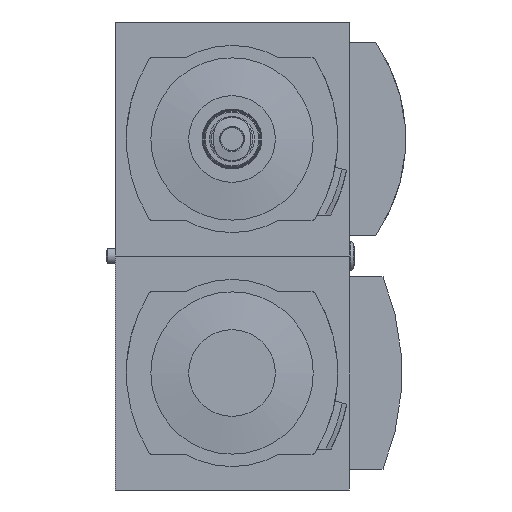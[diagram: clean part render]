
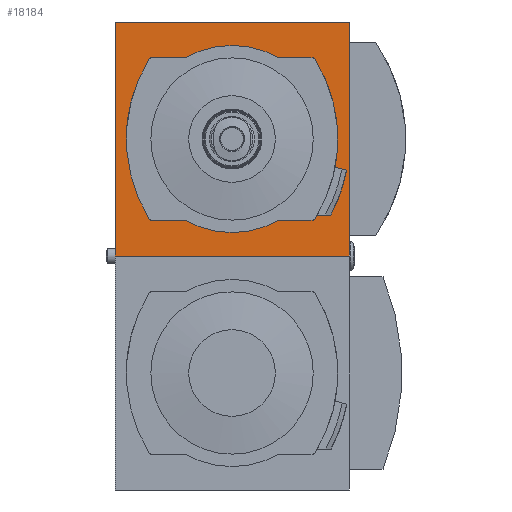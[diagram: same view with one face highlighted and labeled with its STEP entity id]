
A CAD part, front view. The second image highlights one B-rep face of the part: STEP entity #18184.
In plain terms, the highlighted planar face has unit normal (0, -1, 0).
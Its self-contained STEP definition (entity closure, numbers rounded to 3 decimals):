
#244=PLANE('',#18989);
#863=LINE('',#24449,#2152);
#864=LINE('',#24452,#2153);
#865=LINE('',#24454,#2154);
#866=LINE('',#24456,#2155);
#867=LINE('',#24457,#2156);
#868=LINE('',#24461,#2157);
#869=LINE('',#24464,#2158);
#870=LINE('',#24468,#2159);
#871=LINE('',#24473,#2160);
#872=LINE('',#24477,#2161);
#2152=VECTOR('',#20536,1000.);
#2153=VECTOR('',#20537,1000.);
#2154=VECTOR('',#20538,1000.);
#2155=VECTOR('',#20539,1000.);
#2156=VECTOR('',#20540,1000.);
#2157=VECTOR('',#20543,1000.);
#2158=VECTOR('',#20546,1000.);
#2159=VECTOR('',#20549,1000.);
#2160=VECTOR('',#20554,1000.);
#2161=VECTOR('',#20557,1000.);
#3266=CIRCLE('',#18981,40.);
#3268=CIRCLE('',#18983,40.);
#3272=CIRCLE('',#18988,40.);
#3273=CIRCLE('',#18990,41.2);
#3274=CIRCLE('',#18991,0.5);
#3275=CIRCLE('',#18992,24.8);
#3276=CIRCLE('',#18993,0.5);
#3277=CIRCLE('',#18994,0.5);
#3278=CIRCLE('',#18995,24.8);
#3279=CIRCLE('',#18996,0.5);
#4027=ORIENTED_EDGE('',*,*,#7779,.F.);
#4028=ORIENTED_EDGE('',*,*,#7780,.F.);
#4029=ORIENTED_EDGE('',*,*,#7781,.F.);
#4030=ORIENTED_EDGE('',*,*,#7782,.F.);
#4031=ORIENTED_EDGE('',*,*,#7768,.T.);
#4032=ORIENTED_EDGE('',*,*,#7783,.F.);
#4033=ORIENTED_EDGE('',*,*,#7784,.F.);
#4034=ORIENTED_EDGE('',*,*,#7785,.F.);
#4035=ORIENTED_EDGE('',*,*,#7764,.T.);
#4036=ORIENTED_EDGE('',*,*,#7786,.T.);
#4037=ORIENTED_EDGE('',*,*,#7787,.T.);
#4038=ORIENTED_EDGE('',*,*,#7788,.T.);
#4039=ORIENTED_EDGE('',*,*,#7789,.T.);
#4040=ORIENTED_EDGE('',*,*,#7790,.T.);
#4041=ORIENTED_EDGE('',*,*,#7776,.T.);
#4042=ORIENTED_EDGE('',*,*,#7791,.T.);
#4043=ORIENTED_EDGE('',*,*,#7792,.T.);
#4044=ORIENTED_EDGE('',*,*,#7793,.T.);
#4045=ORIENTED_EDGE('',*,*,#7794,.T.);
#4046=ORIENTED_EDGE('',*,*,#7795,.T.);
#7764=EDGE_CURVE('',#9641,#9640,#3266,.T.);
#7768=EDGE_CURVE('',#9637,#9644,#3268,.T.);
#7776=EDGE_CURVE('',#9649,#9652,#3272,.T.);
#7779=EDGE_CURVE('',#9653,#9654,#863,.T.);
#7780=EDGE_CURVE('',#9655,#9653,#864,.T.);
#7781=EDGE_CURVE('',#9656,#9655,#865,.T.);
#7782=EDGE_CURVE('',#9654,#9656,#866,.T.);
#7783=EDGE_CURVE('',#9657,#9644,#867,.T.);
#7784=EDGE_CURVE('',#9658,#9657,#3273,.F.);
#7785=EDGE_CURVE('',#9641,#9658,#868,.T.);
#7786=EDGE_CURVE('',#9640,#9659,#3274,.T.);
#7787=EDGE_CURVE('',#9659,#9660,#869,.T.);
#7788=EDGE_CURVE('',#9660,#9661,#3275,.T.);
#7789=EDGE_CURVE('',#9661,#9662,#870,.T.);
#7790=EDGE_CURVE('',#9662,#9649,#3276,.T.);
#7791=EDGE_CURVE('',#9652,#9663,#3277,.T.);
#7792=EDGE_CURVE('',#9663,#9664,#871,.T.);
#7793=EDGE_CURVE('',#9664,#9665,#3278,.T.);
#7794=EDGE_CURVE('',#9665,#9666,#872,.T.);
#7795=EDGE_CURVE('',#9666,#9637,#3279,.T.);
#9637=VERTEX_POINT('',#24414);
#9640=VERTEX_POINT('',#24419);
#9641=VERTEX_POINT('',#24421);
#9644=VERTEX_POINT('',#24427);
#9649=VERTEX_POINT('',#24439);
#9652=VERTEX_POINT('',#24444);
#9653=VERTEX_POINT('',#24450);
#9654=VERTEX_POINT('',#24451);
#9655=VERTEX_POINT('',#24453);
#9656=VERTEX_POINT('',#24455);
#9657=VERTEX_POINT('',#24458);
#9658=VERTEX_POINT('',#24460);
#9659=VERTEX_POINT('',#24463);
#9660=VERTEX_POINT('',#24465);
#9661=VERTEX_POINT('',#24467);
#9662=VERTEX_POINT('',#24469);
#9663=VERTEX_POINT('',#24472);
#9664=VERTEX_POINT('',#24474);
#9665=VERTEX_POINT('',#24476);
#9666=VERTEX_POINT('',#24478);
#11004=EDGE_LOOP('',(#4027,#4028,#4029,#4030));
#11005=EDGE_LOOP('',(#4031,#4032,#4033,#4034,#4035,#4036,#4037,#4038,#4039,
#4040,#4041,#4042,#4043,#4044,#4045,#4046));
#11891=FACE_BOUND('',#11004,.T.);
#11892=FACE_BOUND('',#11005,.T.);
#18184=ADVANCED_FACE('',(#11891,#11892),#244,.F.);
#18981=AXIS2_PLACEMENT_3D('',#24420,#20510,#20511);
#18983=AXIS2_PLACEMENT_3D('',#24428,#20516,#20517);
#18988=AXIS2_PLACEMENT_3D('',#24445,#20530,#20531);
#18989=AXIS2_PLACEMENT_3D('',#24448,#20534,#20535);
#18990=AXIS2_PLACEMENT_3D('',#24459,#20541,#20542);
#18991=AXIS2_PLACEMENT_3D('',#24462,#20544,#20545);
#18992=AXIS2_PLACEMENT_3D('',#24466,#20547,#20548);
#18993=AXIS2_PLACEMENT_3D('',#24470,#20550,#20551);
#18994=AXIS2_PLACEMENT_3D('',#24471,#20552,#20553);
#18995=AXIS2_PLACEMENT_3D('',#24475,#20555,#20556);
#18996=AXIS2_PLACEMENT_3D('',#24479,#20558,#20559);
#20510=DIRECTION('',(0.,1.,0.));
#20511=DIRECTION('',(1.,0.,0.));
#20516=DIRECTION('',(0.,1.,0.));
#20517=DIRECTION('',(1.,0.,0.));
#20530=DIRECTION('',(0.,1.,0.));
#20531=DIRECTION('',(1.,0.,0.));
#20534=DIRECTION('',(0.,1.,0.));
#20535=DIRECTION('',(0.,0.,1.));
#20536=DIRECTION('',(-1.,0.,0.));
#20537=DIRECTION('',(0.,0.,-1.));
#20538=DIRECTION('',(1.,0.,0.));
#20539=DIRECTION('',(0.,0.,1.));
#20540=DIRECTION('',(-0.966,0.,0.259));
#20541=DIRECTION('',(0.,1.,0.));
#20542=DIRECTION('',(0.,0.,1.));
#20543=DIRECTION('',(1.,0.,0.));
#20544=DIRECTION('',(0.,1.,0.));
#20545=DIRECTION('',(1.,0.,0.));
#20546=DIRECTION('',(-1.,0.,0.));
#20547=DIRECTION('',(0.,1.,0.));
#20548=DIRECTION('',(1.,0.,0.));
#20549=DIRECTION('',(-1.,0.,0.));
#20550=DIRECTION('',(0.,1.,0.));
#20551=DIRECTION('',(1.,0.,0.));
#20552=DIRECTION('',(0.,1.,0.));
#20553=DIRECTION('',(1.,0.,0.));
#20554=DIRECTION('',(1.,0.,0.));
#20555=DIRECTION('',(0.,1.,0.));
#20556=DIRECTION('',(1.,0.,0.));
#20557=DIRECTION('',(1.,0.,0.));
#20558=DIRECTION('',(0.,1.,0.));
#20559=DIRECTION('',(1.,0.,0.));
#24414=CARTESIAN_POINT('',(21.879,-45.5,21.266));
#24419=CARTESIAN_POINT('',(21.879,-45.5,-21.266));
#24420=CARTESIAN_POINT('',(-12.,-45.5,0.));
#24421=CARTESIAN_POINT('',(22.554,-45.5,-20.15));
#24427=CARTESIAN_POINT('',(27.298,-45.5,-7.463));
#24428=CARTESIAN_POINT('',(-12.,-45.5,0.));
#24439=CARTESIAN_POINT('',(-21.879,-45.5,-21.266));
#24444=CARTESIAN_POINT('',(-21.879,-45.5,21.266));
#24445=CARTESIAN_POINT('',(12.,-45.5,0.));
#24448=CARTESIAN_POINT('',(0.,-45.5,0.));
#24449=CARTESIAN_POINT('',(31.,-45.5,-31.));
#24450=CARTESIAN_POINT('',(31.,-45.5,-31.));
#24451=CARTESIAN_POINT('',(-31.,-45.5,-31.));
#24452=CARTESIAN_POINT('',(31.,-45.5,31.));
#24453=CARTESIAN_POINT('',(31.,-45.5,31.));
#24454=CARTESIAN_POINT('',(-31.,-45.5,31.));
#24455=CARTESIAN_POINT('',(-31.,-45.5,31.));
#24456=CARTESIAN_POINT('',(-31.,-45.5,-31.));
#24457=CARTESIAN_POINT('',(30.42,-45.5,-8.3));
#24458=CARTESIAN_POINT('',(28.46,-45.5,-7.775));
#24459=CARTESIAN_POINT('',(-12.,-45.5,0.));
#24460=CARTESIAN_POINT('',(23.936,-45.5,-20.15));
#24461=CARTESIAN_POINT('',(0.,-45.5,-20.15));
#24462=CARTESIAN_POINT('',(21.455,-45.5,-21.));
#24463=CARTESIAN_POINT('',(21.455,-45.5,-21.5));
#24464=CARTESIAN_POINT('',(21.455,-45.5,-21.5));
#24465=CARTESIAN_POINT('',(12.361,-45.5,-21.5));
#24466=CARTESIAN_POINT('',(0.,-45.5,0.));
#24467=CARTESIAN_POINT('',(-12.361,-45.5,-21.5));
#24468=CARTESIAN_POINT('',(-12.361,-45.5,-21.5));
#24469=CARTESIAN_POINT('',(-21.455,-45.5,-21.5));
#24470=CARTESIAN_POINT('',(-21.455,-45.5,-21.));
#24471=CARTESIAN_POINT('',(-21.455,-45.5,21.));
#24472=CARTESIAN_POINT('',(-21.455,-45.5,21.5));
#24473=CARTESIAN_POINT('',(-21.455,-45.5,21.5));
#24474=CARTESIAN_POINT('',(-12.361,-45.5,21.5));
#24475=CARTESIAN_POINT('',(0.,-45.5,0.));
#24476=CARTESIAN_POINT('',(12.361,-45.5,21.5));
#24477=CARTESIAN_POINT('',(12.361,-45.5,21.5));
#24478=CARTESIAN_POINT('',(21.455,-45.5,21.5));
#24479=CARTESIAN_POINT('',(21.455,-45.5,21.));
